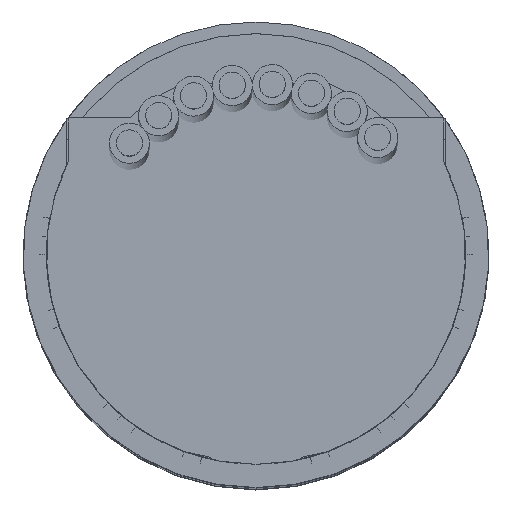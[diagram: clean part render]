
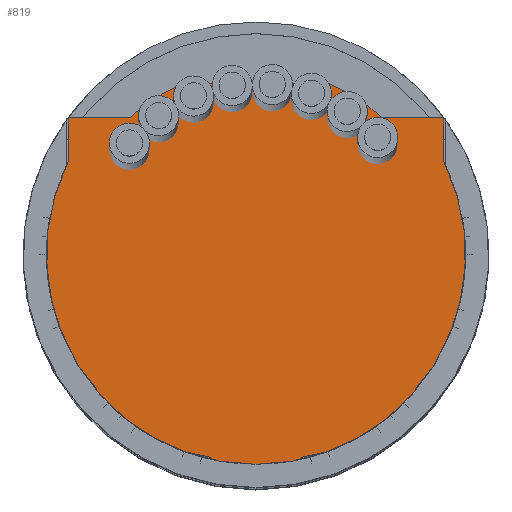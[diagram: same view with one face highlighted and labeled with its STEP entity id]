
A CAD part, top view. The second image highlights one B-rep face of the part: STEP entity #819.
In plain terms, the highlighted planar face has unit normal (0, 0, 1).
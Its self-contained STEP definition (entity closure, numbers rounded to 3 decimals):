
#819 = ADVANCED_FACE ( 'NONE', ( #11514 ), #21932, .F. ) ;
#1412 = ORIENTED_EDGE ( 'NONE', *, *, #5563, .F. ) ;
#1659 = EDGE_CURVE ( 'NONE', #19448, #23456, #15039, .T. ) ;
#1935 = CIRCLE ( 'NONE', #11506, 6.4 ) ;
#2358 = DIRECTION ( 'NONE',  ( 0., 0., -1. ) ) ;
#2917 = EDGE_CURVE ( 'NONE', #7144, #14391, #1935, .T. ) ;
#3205 = DIRECTION ( 'NONE',  ( 0., -1., 0. ) ) ;
#3421 = LINE ( 'NONE', #8718, #16912 ) ;
#3486 = DIRECTION ( 'NONE',  ( 1., 0., 0. ) ) ;
#3779 = CARTESIAN_POINT ( 'NONE',  ( 51.465, -1.349, -46.249 ) ) ;
#4551 = DIRECTION ( 'NONE',  ( 0., 1., 0. ) ) ;
#4809 = EDGE_CURVE ( 'NONE', #16124, #19448, #8603, .T. ) ;
#5512 = VECTOR ( 'NONE', #4551, 1000. ) ;
#5547 = CARTESIAN_POINT ( 'NONE',  ( 57.915, -6.048, -46.249 ) ) ;
#5563 = EDGE_CURVE ( 'NONE', #14391, #16124, #3421, .T. ) ;
#6415 = ORIENTED_EDGE ( 'NONE', *, *, #16915, .F. ) ;
#7144 = VERTEX_POINT ( 'NONE', #12112 ) ;
#8102 = DIRECTION ( 'NONE',  ( 0., 1., 0. ) ) ;
#8304 = VECTOR ( 'NONE', #21531, 1000. ) ;
#8603 = CIRCLE ( 'NONE', #27033, 6.4 ) ;
#8718 = CARTESIAN_POINT ( 'NONE',  ( 57.915, -0.148, -46.249 ) ) ;
#9398 = DIRECTION ( 'NONE',  ( 0., 1., 0. ) ) ;
#9536 = DIRECTION ( 'NONE',  ( 0., 0., -1. ) ) ;
#10198 = VECTOR ( 'NONE', #3205, 1000. ) ;
#11506 = AXIS2_PLACEMENT_3D ( 'NONE', #17566, #2358, #20108 ) ;
#11514 = FACE_OUTER_BOUND ( 'NONE', #22801, .T. ) ;
#11547 = CARTESIAN_POINT ( 'NONE',  ( 64.365, -1.349, -46.249 ) ) ;
#12112 = CARTESIAN_POINT ( 'NONE',  ( 53.571, -1.349, -46.249 ) ) ;
#12627 = EDGE_CURVE ( 'NONE', #23456, #26866, #23660, .T. ) ;
#14391 = VERTEX_POINT ( 'NONE', #27364 ) ;
#15039 = LINE ( 'NONE', #26474, #8304 ) ;
#16124 = VERTEX_POINT ( 'NONE', #28117 ) ;
#16912 = VECTOR ( 'NONE', #26414, 1000. ) ;
#16915 = EDGE_CURVE ( 'NONE', #26866, #29476, #31487, .T. ) ;
#17110 = CARTESIAN_POINT ( 'NONE',  ( 51.465, -2.849, -46.249 ) ) ;
#17373 = ORIENTED_EDGE ( 'NONE', *, *, #4809, .F. ) ;
#17566 = CARTESIAN_POINT ( 'NONE',  ( 57.915, -6.048, -46.249 ) ) ;
#17991 = CARTESIAN_POINT ( 'NONE',  ( 64.365, -2.849, -46.249 ) ) ;
#19448 = VERTEX_POINT ( 'NONE', #30164 ) ;
#19735 = CARTESIAN_POINT ( 'NONE',  ( 51.465, -6.048, -46.249 ) ) ;
#20108 = DIRECTION ( 'NONE',  ( 0., 1., 0. ) ) ;
#21003 = CARTESIAN_POINT ( 'NONE',  ( 57.915, -1.349, -46.249 ) ) ;
#21132 = ORIENTED_EDGE ( 'NONE', *, *, #30563, .F. ) ;
#21531 = DIRECTION ( 'NONE',  ( 1., 0., 0. ) ) ;
#21932 = PLANE ( 'NONE',  #23773 ) ;
#22044 = CARTESIAN_POINT ( 'NONE',  ( 57.915, -6.048, -46.249 ) ) ;
#22801 = EDGE_LOOP ( 'NONE', ( #21132, #32190, #6415, #25711, #28312, #17373, #1412, #26145 ) ) ;
#23260 = DIRECTION ( 'NONE',  ( 0., 0., -1. ) ) ;
#23456 = VERTEX_POINT ( 'NONE', #11547 ) ;
#23660 = LINE ( 'NONE', #28137, #10198 ) ;
#23773 = AXIS2_PLACEMENT_3D ( 'NONE', #22044, #24544, #9398 ) ;
#24544 = DIRECTION ( 'NONE',  ( 0., 0., -1. ) ) ;
#24692 = CARTESIAN_POINT ( 'NONE',  ( 57.915, -6.048, -46.249 ) ) ;
#24775 = VERTEX_POINT ( 'NONE', #3779 ) ;
#25711 = ORIENTED_EDGE ( 'NONE', *, *, #12627, .F. ) ;
#26145 = ORIENTED_EDGE ( 'NONE', *, *, #2917, .F. ) ;
#26414 = DIRECTION ( 'NONE',  ( 1., 0., 0. ) ) ;
#26474 = CARTESIAN_POINT ( 'NONE',  ( 57.915, -1.349, -46.249 ) ) ;
#26866 = VERTEX_POINT ( 'NONE', #17991 ) ;
#27033 = AXIS2_PLACEMENT_3D ( 'NONE', #24692, #9536, #27253 ) ;
#27253 = DIRECTION ( 'NONE',  ( 0., 1., 0. ) ) ;
#27288 = VECTOR ( 'NONE', #3486, 1000. ) ;
#27364 = CARTESIAN_POINT ( 'NONE',  ( 55.436, -0.148, -46.249 ) ) ;
#28117 = CARTESIAN_POINT ( 'NONE',  ( 60.395, -0.148, -46.249 ) ) ;
#28137 = CARTESIAN_POINT ( 'NONE',  ( 64.365, -6.048, -46.249 ) ) ;
#28312 = ORIENTED_EDGE ( 'NONE', *, *, #1659, .F. ) ;
#28449 = EDGE_CURVE ( 'NONE', #29476, #24775, #32465, .T. ) ;
#29476 = VERTEX_POINT ( 'NONE', #17110 ) ;
#30164 = CARTESIAN_POINT ( 'NONE',  ( 62.26, -1.349, -46.249 ) ) ;
#30465 = LINE ( 'NONE', #21003, #27288 ) ;
#30563 = EDGE_CURVE ( 'NONE', #24775, #7144, #30465, .T. ) ;
#31368 = AXIS2_PLACEMENT_3D ( 'NONE', #5547, #23260, #8102 ) ;
#31487 = CIRCLE ( 'NONE', #31368, 7.2 ) ;
#32190 = ORIENTED_EDGE ( 'NONE', *, *, #28449, .F. ) ;
#32465 = LINE ( 'NONE', #19735, #5512 ) ;
